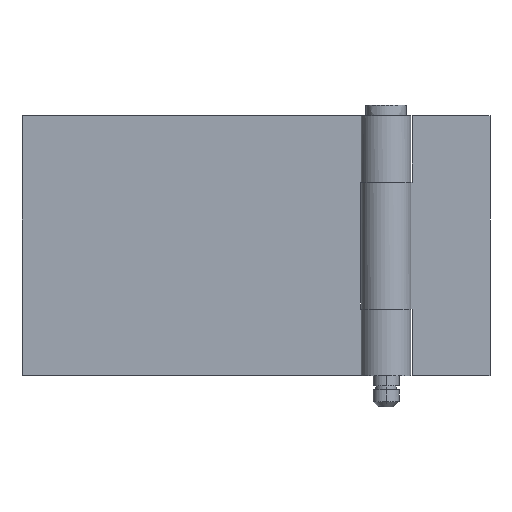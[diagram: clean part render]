
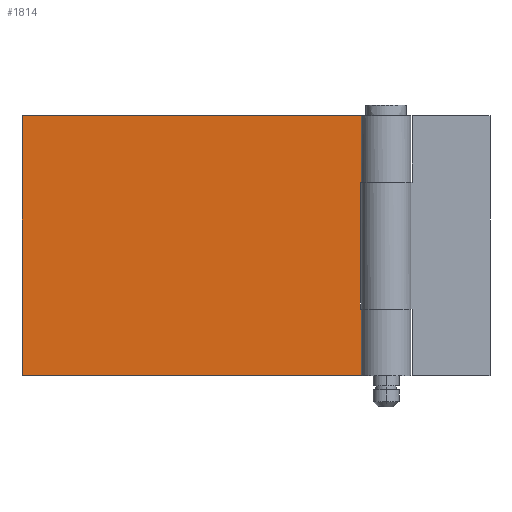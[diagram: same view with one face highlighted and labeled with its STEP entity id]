
A CAD part, front view. The second image highlights one B-rep face of the part: STEP entity #1814.
In plain terms, the highlighted free-form (B-spline) face has degree [1, 1] with [2, 2] control points.
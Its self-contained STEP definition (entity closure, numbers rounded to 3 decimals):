
#1444=CARTESIAN_POINT('',(-5.0,2.5,12.8));
#1445=VERTEX_POINT('',#1444);
#1460=CARTESIAN_POINT('',(-5.0,2.5,37.2));
#1461=VERTEX_POINT('',#1460);
#1467=CARTESIAN_POINT('',(-5.0,2.5,12.8));
#1468=CARTESIAN_POINT('',(-5.0,2.5,37.2));
#1469=QUASI_UNIFORM_CURVE('',1,(#1467,#1468),.UNSPECIFIED.,.F.,.U.);
#1470=EDGE_CURVE('',#1445,#1461,#1469,.T.);
#1510=CARTESIAN_POINT('',(0.,2.5,37.2));
#1511=VERTEX_POINT('',#1510);
#1531=CARTESIAN_POINT('',(-5.0,2.5,37.2));
#1532=CARTESIAN_POINT('',(0.,2.5,37.2));
#1533=QUASI_UNIFORM_CURVE('',1,(#1531,#1532),.UNSPECIFIED.,.F.,.U.);
#1534=EDGE_CURVE('',#1461,#1511,#1533,.T.);
#1558=CARTESIAN_POINT('',(0.,2.5,12.8));
#1559=VERTEX_POINT('',#1558);
#1560=CARTESIAN_POINT('',(0.,2.5,12.8));
#1561=CARTESIAN_POINT('',(-5.0,2.5,12.8));
#1562=QUASI_UNIFORM_CURVE('',1,(#1560,#1561),.UNSPECIFIED.,.F.,.U.);
#1563=EDGE_CURVE('',#1559,#1445,#1562,.T.);
#1620=CARTESIAN_POINT('',(-70.,2.5,0.0));
#1621=VERTEX_POINT('',#1620);
#1664=CARTESIAN_POINT('',(0.,2.5,0.0));
#1665=VERTEX_POINT('',#1664);
#1685=CARTESIAN_POINT('',(0.,2.5,0.0));
#1686=CARTESIAN_POINT('',(-70.,2.5,0.0));
#1687=QUASI_UNIFORM_CURVE('',1,(#1685,#1686),.UNSPECIFIED.,.F.,.U.);
#1688=EDGE_CURVE('',#1665,#1621,#1687,.T.);
#1698=CARTESIAN_POINT('',(-70.,2.5,50.0));
#1699=VERTEX_POINT('',#1698);
#1707=CARTESIAN_POINT('',(0.,2.5,50.0));
#1708=VERTEX_POINT('',#1707);
#1709=CARTESIAN_POINT('',(0.,2.5,50.0));
#1710=CARTESIAN_POINT('',(-70.,2.5,50.0));
#1711=QUASI_UNIFORM_CURVE('',1,(#1709,#1710),.UNSPECIFIED.,.F.,.U.);
#1712=EDGE_CURVE('',#1708,#1699,#1711,.T.);
#1777=CARTESIAN_POINT('',(-70.,2.5,50.0));
#1778=CARTESIAN_POINT('',(-70.,2.5,0.0));
#1779=QUASI_UNIFORM_CURVE('',1,(#1777,#1778),.UNSPECIFIED.,.F.,.U.);
#1780=EDGE_CURVE('',#1699,#1621,#1779,.T.);
#1791=CARTESIAN_POINT('',(-73.497,2.5,52.497));
#1792=CARTESIAN_POINT('',(-73.497,2.5,-2.498));
#1793=CARTESIAN_POINT('',(3.497,2.5,52.497));
#1794=CARTESIAN_POINT('',(3.497,2.5,-2.498));
#1795=B_SPLINE_SURFACE_WITH_KNOTS('',1,1,((#1791,#1793),(#1792,#1794)),.UNSPECIFIED.,.F.,.F.,.U.,(2,2),(2,2),(0.0,54.995),(0.0,76.993),.UNSPECIFIED.);
#1796=CARTESIAN_POINT('',(0.,2.5,12.8));
#1797=CARTESIAN_POINT('',(0.,2.5,0.0));
#1798=QUASI_UNIFORM_CURVE('',1,(#1796,#1797),.UNSPECIFIED.,.F.,.U.);
#1799=EDGE_CURVE('',#1559,#1665,#1798,.T.);
#1800=ORIENTED_EDGE('',*,*,#1799,.F.);
#1801=ORIENTED_EDGE('',*,*,#1563,.T.);
#1802=ORIENTED_EDGE('',*,*,#1470,.T.);
#1803=ORIENTED_EDGE('',*,*,#1534,.T.);
#1804=CARTESIAN_POINT('',(0.,2.5,50.0));
#1805=CARTESIAN_POINT('',(0.,2.5,37.2));
#1806=QUASI_UNIFORM_CURVE('',1,(#1804,#1805),.UNSPECIFIED.,.F.,.U.);
#1807=EDGE_CURVE('',#1708,#1511,#1806,.T.);
#1808=ORIENTED_EDGE('',*,*,#1807,.F.);
#1809=ORIENTED_EDGE('',*,*,#1712,.T.);
#1810=ORIENTED_EDGE('',*,*,#1780,.T.);
#1811=ORIENTED_EDGE('',*,*,#1688,.F.);
#1812=EDGE_LOOP('',(#1800,#1801,#1802,#1803,#1808,#1809,#1810,#1811));
#1813=FACE_OUTER_BOUND('',#1812,.T.);
#1814=ADVANCED_FACE('',(#1813),#1795,.T.);
